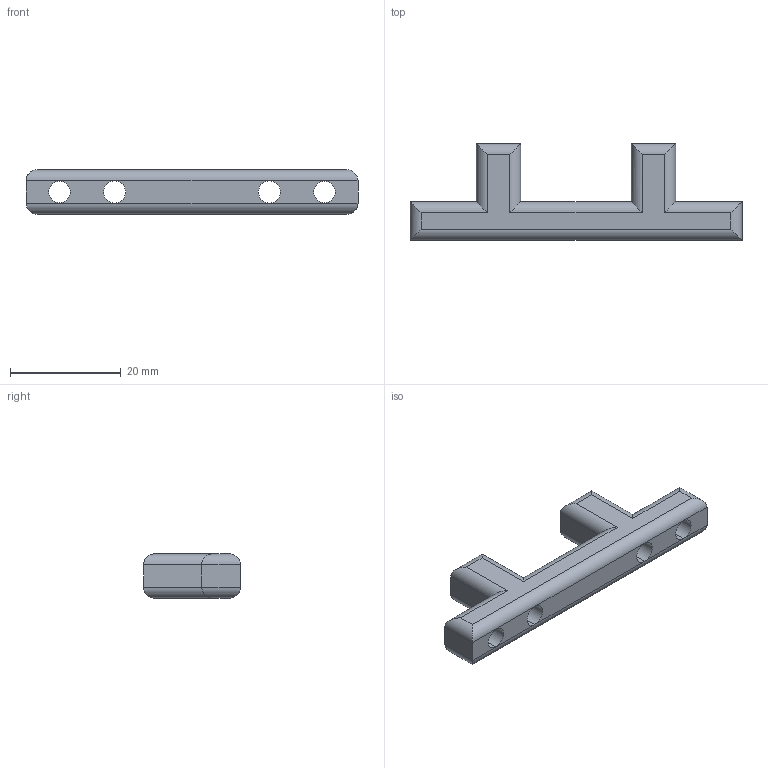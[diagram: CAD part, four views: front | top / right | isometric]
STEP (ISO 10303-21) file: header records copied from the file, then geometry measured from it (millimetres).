
FILE_DESCRIPTION (( 'STEP AP203' ), '1' );
FILE_NAME ('Shock Absorber Extension - Rear Suspension Hub.STEP', '2025-12-09T16:42:48', ( '' ), ( '' ), 'SwSTEP 2.0', 'SolidWorks 2025', '' );
FILE_SCHEMA (( 'CONFIG_CONTROL_DESIGN' ));
Length unit declared in the file: millimetre
Products named in the file (1): Shock Absorber Extension - Rear Suspension Hub
Bounding box: 60 x 17.5 x 8 mm (x, y, z)
Volume: 3800.9 mm3; surface area: 2790.6 mm2
Topology: 1 solids, 1 shells, 50 faces, 116 edges, 64 vertices
Faces by surface type: cylinder 32, plane 18
Entity records: 1447 total; most frequent: CARTESIAN_POINT 303, ORIENTED_EDGE 232, DIRECTION 210, EDGE_CURVE 116, VECTOR 76, LINE 76, AXIS2_PLACEMENT_3D 67, VERTEX_POINT 64
